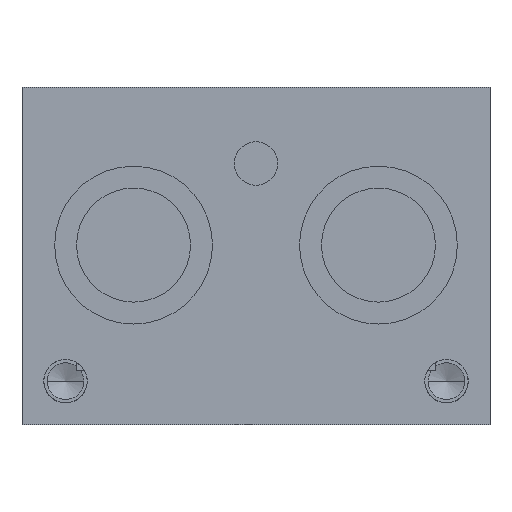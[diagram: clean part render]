
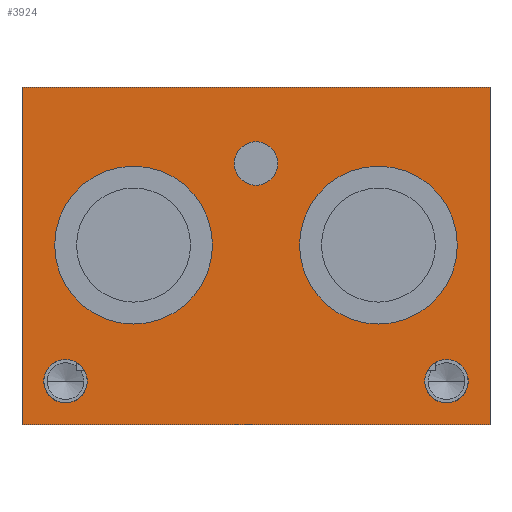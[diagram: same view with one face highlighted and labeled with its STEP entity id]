
A CAD part, front view. The second image highlights one B-rep face of the part: STEP entity #3924.
In plain terms, the highlighted planar face has unit normal (0, -1, 0).
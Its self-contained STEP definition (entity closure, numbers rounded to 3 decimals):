
#1936 = EDGE_CURVE( '', #2650, #4112, #5687, .T. );
#1954 = VERTEX_POINT( '', #5706 );
#2088 = EDGE_CURVE( '', #2588, #5026, #5857, .T. );
#2300 = EDGE_CURVE( '', #5026, #2588, #6087, .T. );
#2462 = EDGE_CURVE( '', #4112, #2650, #6266, .T. );
#2554 = EDGE_CURVE( '', #5154, #4944, #6370, .T. );
#2588 = VERTEX_POINT( '', #6406 );
#2650 = VERTEX_POINT( '', #6473 );
#2694 = EDGE_CURVE( '', #1954, #5608, #6528, .T. );
#2724 = EDGE_CURVE( '', #4110, #3280, #6562, .T. );
#2726 = EDGE_CURVE( '', #5608, #1954, #6564, .T. );
#2748 = EDGE_CURVE( '', #4944, #4064, #6590, .T. );
#2856 = VERTEX_POINT( '', #6710 );
#3280 = VERTEX_POINT( '', #7183 );
#3558 = VERTEX_POINT( '', #7516 );
#3704 = EDGE_CURVE( '', #3558, #5156, #7679, .T. );
#3924 = ADVANCED_FACE( '', ( #7926, #7927, #7928, #7929, #7930, #7931 ), #7932, .F. );
#3926 = EDGE_CURVE( '', #2856, #5154, #7934, .T. );
#4064 = VERTEX_POINT( '', #8086 );
#4110 = VERTEX_POINT( '', #8137 );
#4112 = VERTEX_POINT( '', #8139 );
#4116 = EDGE_CURVE( '', #3280, #4110, #8143, .T. );
#4558 = EDGE_CURVE( '', #2856, #4064, #8641, .T. );
#4944 = VERTEX_POINT( '', #9072 );
#5026 = VERTEX_POINT( '', #9169 );
#5154 = VERTEX_POINT( '', #9312 );
#5156 = VERTEX_POINT( '', #9314 );
#5370 = EDGE_CURVE( '', #5156, #3558, #9552, .T. );
#5608 = VERTEX_POINT( '', #9819 );
#5687 = CIRCLE( '', #9912, 4. );
#5706 = CARTESIAN_POINT( '', ( 359., 0., 78. ) );
#5857 = CIRCLE( '', #10180, 14.5 );
#6087 = CIRCLE( '', #10518, 14.5 );
#6266 = CIRCLE( '', #10815, 4. );
#6370 = LINE( '', #10950, #10951 );
#6406 = CARTESIAN_POINT( '', ( 285., 0., 78. ) );
#6473 = CARTESIAN_POINT( '', ( 361., 0., 53. ) );
#6528 = CIRCLE( '', #11217, 14.5 );
#6562 = CIRCLE( '', #11266, 4. );
#6564 = CIRCLE( '', #11269, 14.5 );
#6590 = LINE( '', #11301, #11302 );
#6710 = CARTESIAN_POINT( '', ( 279., 0., 107. ) );
#7183 = CARTESIAN_POINT( '', ( 291., 0., 53. ) );
#7516 = CARTESIAN_POINT( '', ( 326., 0., 93. ) );
#7679 = CIRCLE( '', #12948, 4. );
#7926 = FACE_BOUND( '', #13294, .T. );
#7927 = FACE_BOUND( '', #13295, .T. );
#7928 = FACE_BOUND( '', #13296, .T. );
#7929 = FACE_BOUND( '', #13297, .T. );
#7930 = FACE_BOUND( '', #13298, .T. );
#7931 = FACE_OUTER_BOUND( '', #13299, .T. );
#7932 = PLANE( '', #13300 );
#7934 = LINE( '', #13303, #13304 );
#8086 = CARTESIAN_POINT( '', ( 279., 0., 45. ) );
#8137 = CARTESIAN_POINT( '', ( 283., 0., 53. ) );
#8139 = CARTESIAN_POINT( '', ( 353., 0., 53. ) );
#8143 = CIRCLE( '', #13628, 4. );
#8641 = LINE( '', #14389, #14390 );
#9072 = CARTESIAN_POINT( '', ( 365., 0., 45. ) );
#9169 = CARTESIAN_POINT( '', ( 314., 0., 78. ) );
#9312 = CARTESIAN_POINT( '', ( 365., 0., 107. ) );
#9314 = CARTESIAN_POINT( '', ( 318., 0., 93. ) );
#9552 = CIRCLE( '', #15798, 4. );
#9819 = CARTESIAN_POINT( '', ( 330., 0., 78. ) );
#9912 = AXIS2_PLACEMENT_3D( '', #16266, #16267, #16268 );
#10180 = AXIS2_PLACEMENT_3D( '', #16459, #16460, #16461 );
#10518 = AXIS2_PLACEMENT_3D( '', #16726, #16727, #16728 );
#10815 = AXIS2_PLACEMENT_3D( '', #16929, #16930, #16931 );
#10950 = CARTESIAN_POINT( '', ( 365., 0., 76. ) );
#10951 = VECTOR( '', #17066, 1. );
#11217 = AXIS2_PLACEMENT_3D( '', #17242, #17243, #17244 );
#11266 = AXIS2_PLACEMENT_3D( '', #17285, #17286, #17287 );
#11269 = AXIS2_PLACEMENT_3D( '', #17288, #17289, #17290 );
#11301 = CARTESIAN_POINT( '', ( 322., 0., 45. ) );
#11302 = VECTOR( '', #17336, 1. );
#12948 = AXIS2_PLACEMENT_3D( '', #18672, #18673, #18674 );
#13294 = EDGE_LOOP( '', ( #19017, #19018 ) );
#13295 = EDGE_LOOP( '', ( #19019, #19020 ) );
#13296 = EDGE_LOOP( '', ( #19021, #19022 ) );
#13297 = EDGE_LOOP( '', ( #19023, #19024 ) );
#13298 = EDGE_LOOP( '', ( #19025, #19026 ) );
#13299 = EDGE_LOOP( '', ( #19027, #19028, #19029, #19030 ) );
#13300 = AXIS2_PLACEMENT_3D( '', #19031, #19032, #19033 );
#13303 = CARTESIAN_POINT( '', ( 322., 0., 107. ) );
#13304 = VECTOR( '', #19034, 1. );
#13628 = AXIS2_PLACEMENT_3D( '', #19263, #19264, #19265 );
#14389 = CARTESIAN_POINT( '', ( 279., 0., 76. ) );
#14390 = VECTOR( '', #19874, 1. );
#15798 = AXIS2_PLACEMENT_3D( '', #20945, #20946, #20947 );
#16266 = CARTESIAN_POINT( '', ( 357., 0., 53. ) );
#16267 = DIRECTION( '', ( 0., 1., 0. ) );
#16268 = DIRECTION( '', ( 1., 0., 0. ) );
#16459 = CARTESIAN_POINT( '', ( 299.5, 0., 78. ) );
#16460 = DIRECTION( '', ( 0., 1., 0. ) );
#16461 = DIRECTION( '', ( 1., 0., 0. ) );
#16726 = CARTESIAN_POINT( '', ( 299.5, 0., 78. ) );
#16727 = DIRECTION( '', ( 0., 1., 0. ) );
#16728 = DIRECTION( '', ( 1., 0., 0. ) );
#16929 = CARTESIAN_POINT( '', ( 357., 0., 53. ) );
#16930 = DIRECTION( '', ( 0., 1., 0. ) );
#16931 = DIRECTION( '', ( 1., 0., 0. ) );
#17066 = DIRECTION( '', ( 0., 0., -1. ) );
#17242 = CARTESIAN_POINT( '', ( 344.5, 0., 78. ) );
#17243 = DIRECTION( '', ( 0., 1., 0. ) );
#17244 = DIRECTION( '', ( 1., 0., 0. ) );
#17285 = CARTESIAN_POINT( '', ( 287., 0., 53. ) );
#17286 = DIRECTION( '', ( 0., 1., 0. ) );
#17287 = DIRECTION( '', ( 1., 0., 0. ) );
#17288 = CARTESIAN_POINT( '', ( 344.5, 0., 78. ) );
#17289 = DIRECTION( '', ( 0., 1., 0. ) );
#17290 = DIRECTION( '', ( 1., 0., 0. ) );
#17336 = DIRECTION( '', ( -1., 0., 0. ) );
#18672 = CARTESIAN_POINT( '', ( 322., 0., 93. ) );
#18673 = DIRECTION( '', ( 0., 1., 0. ) );
#18674 = DIRECTION( '', ( 1., 0., 0. ) );
#19017 = ORIENTED_EDGE( '', *, *, #2300, .T. );
#19018 = ORIENTED_EDGE( '', *, *, #2088, .T. );
#19019 = ORIENTED_EDGE( '', *, *, #2694, .T. );
#19020 = ORIENTED_EDGE( '', *, *, #2726, .T. );
#19021 = ORIENTED_EDGE( '', *, *, #4116, .T. );
#19022 = ORIENTED_EDGE( '', *, *, #2724, .T. );
#19023 = ORIENTED_EDGE( '', *, *, #1936, .T. );
#19024 = ORIENTED_EDGE( '', *, *, #2462, .T. );
#19025 = ORIENTED_EDGE( '', *, *, #3704, .T. );
#19026 = ORIENTED_EDGE( '', *, *, #5370, .T. );
#19027 = ORIENTED_EDGE( '', *, *, #4558, .T. );
#19028 = ORIENTED_EDGE( '', *, *, #2748, .F. );
#19029 = ORIENTED_EDGE( '', *, *, #2554, .F. );
#19030 = ORIENTED_EDGE( '', *, *, #3926, .F. );
#19031 = CARTESIAN_POINT( '', ( 322., 0., 76. ) );
#19032 = DIRECTION( '', ( 0., 1., 0. ) );
#19033 = DIRECTION( '', ( 0., 0., 1. ) );
#19034 = DIRECTION( '', ( 1., 0., 0. ) );
#19263 = CARTESIAN_POINT( '', ( 287., 0., 53. ) );
#19264 = DIRECTION( '', ( 0., 1., 0. ) );
#19265 = DIRECTION( '', ( 1., 0., 0. ) );
#19874 = DIRECTION( '', ( 0., 0., -1. ) );
#20945 = CARTESIAN_POINT( '', ( 322., 0., 93. ) );
#20946 = DIRECTION( '', ( 0., 1., 0. ) );
#20947 = DIRECTION( '', ( 1., 0., 0. ) );
